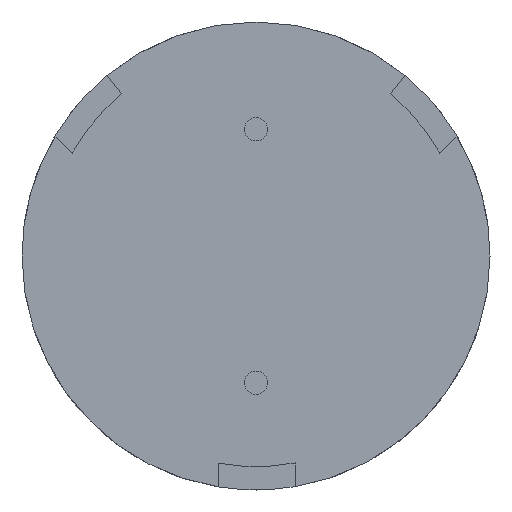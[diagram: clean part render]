
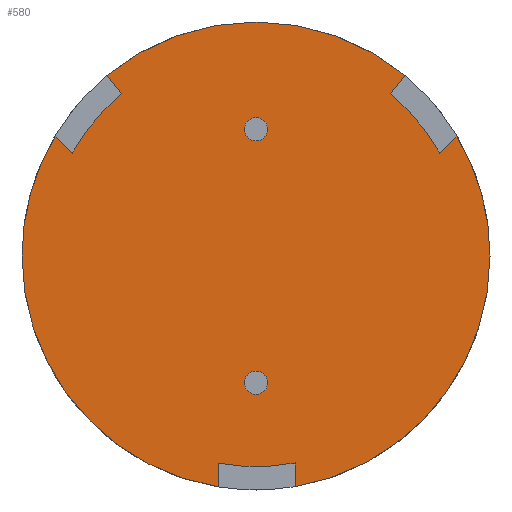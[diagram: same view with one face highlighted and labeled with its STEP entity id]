
A CAD part, front view. The second image highlights one B-rep face of the part: STEP entity #580.
In plain terms, the highlighted planar face has unit normal (0, -1, 0).
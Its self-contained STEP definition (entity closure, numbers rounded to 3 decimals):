
#151=CARTESIAN_POINT('',(0.,0.5,0.));
#152=DIRECTION('',(0.,1.,0.));
#153=DIRECTION('',(-1.,0.,0.));
#154=AXIS2_PLACEMENT_3D('',#151,#152,#153);
#160=CARTESIAN_POINT('',(0.,0.5,0.));
#161=DIRECTION('',(0.,1.,0.));
#162=DIRECTION('',(0.858,0.,0.513));
#163=AXIS2_PLACEMENT_3D('',#160,#161,#162);
#173=CARTESIAN_POINT('',(0.,0.5,0.));
#174=DIRECTION('',(0.,1.,0.));
#175=DIRECTION('',(-0.638,0.,0.77));
#176=AXIS2_PLACEMENT_3D('',#173,#174,#175);
#186=DIRECTION('',(0.,0.,-1.));
#187=VECTOR('',#186,0.61);
#188=CARTESIAN_POINT('',(1.003,0.5,-5.306));
#189=LINE('',#188,#187);
#190=CARTESIAN_POINT('',(0.,0.5,0.));
#191=DIRECTION('',(0.,-1.,0.));
#192=DIRECTION('',(-0.179,0.,-0.984));
#193=AXIS2_PLACEMENT_3D('',#190,#191,#192);
#195=DIRECTION('',(0.,0.,1.));
#196=VECTOR('',#195,0.609);
#197=CARTESIAN_POINT('',(-0.968,0.5,-5.921));
#198=LINE('',#197,#196);
#199=DIRECTION('',(-0.708,0.,0.706));
#200=VECTOR('',#199,0.621);
#201=CARTESIAN_POINT('',(-4.711,0.5,2.639));
#202=LINE('',#201,#200);
#203=CARTESIAN_POINT('',(0.,0.5,0.));
#204=DIRECTION('',(0.,-1.,0.));
#205=DIRECTION('',(-0.638,0.,0.77));
#206=AXIS2_PLACEMENT_3D('',#203,#204,#205);
#208=DIRECTION('',(0.638,0.,-0.77));
#209=VECTOR('',#208,0.6);
#210=CARTESIAN_POINT('',(-3.828,0.5,4.62));
#211=LINE('',#210,#209);
#212=DIRECTION('',(0.638,0.,0.77));
#213=VECTOR('',#212,0.6);
#214=CARTESIAN_POINT('',(3.445,0.5,4.158));
#215=LINE('',#214,#213);
#216=CARTESIAN_POINT('',(0.,0.5,0.));
#217=DIRECTION('',(0.,-1.,0.));
#218=DIRECTION('',(0.872,0.,0.489));
#219=AXIS2_PLACEMENT_3D('',#216,#217,#218);
#221=DIRECTION('',(-0.708,0.,-0.706));
#222=VECTOR('',#221,0.621);
#223=CARTESIAN_POINT('',(5.151,0.5,3.077));
#224=LINE('',#223,#222);
#225=CARTESIAN_POINT('',(0.,0.5,-3.25));
#226=DIRECTION('',(0.,-1.,0.));
#227=DIRECTION('',(-1.,0.,0.));
#228=AXIS2_PLACEMENT_3D('',#225,#226,#227);
#230=CARTESIAN_POINT('',(0.,0.5,-3.25));
#231=DIRECTION('',(0.,-1.,0.));
#232=DIRECTION('',(1.,0.,0.));
#233=AXIS2_PLACEMENT_3D('',#230,#231,#232);
#235=CARTESIAN_POINT('',(0.,0.5,3.25));
#236=DIRECTION('',(0.,-1.,0.));
#237=DIRECTION('',(-1.,0.,0.));
#238=AXIS2_PLACEMENT_3D('',#235,#236,#237);
#240=CARTESIAN_POINT('',(0.,0.5,3.25));
#241=DIRECTION('',(0.,-1.,0.));
#242=DIRECTION('',(1.,0.,0.));
#243=AXIS2_PLACEMENT_3D('',#240,#241,#242);
#245=CARTESIAN_POINT('',(0.,0.5,0.));
#246=DIRECTION('',(0.,1.,0.));
#247=DIRECTION('',(1.,0.,0.));
#248=AXIS2_PLACEMENT_3D('',#245,#246,#247);
#254=CARTESIAN_POINT('',(0.,0.5,0.));
#255=DIRECTION('',(0.,1.,0.));
#256=DIRECTION('',(-0.161,0.,-0.987));
#257=AXIS2_PLACEMENT_3D('',#254,#255,#256);
#377=CARTESIAN_POINT('',(4.711,0.5,2.639));
#378=CARTESIAN_POINT('',(3.445,0.5,4.158));
#379=VERTEX_POINT('',#377);
#380=VERTEX_POINT('',#378);
#381=CARTESIAN_POINT('',(-3.445,0.5,4.158));
#382=CARTESIAN_POINT('',(-4.711,0.5,2.639));
#383=VERTEX_POINT('',#381);
#384=VERTEX_POINT('',#382);
#385=CARTESIAN_POINT('',(-0.968,0.5,-5.313));
#386=CARTESIAN_POINT('',(1.003,0.5,-5.306));
#387=VERTEX_POINT('',#385);
#388=VERTEX_POINT('',#386);
#413=CARTESIAN_POINT('',(6.,0.5,0.));
#414=CARTESIAN_POINT('',(1.003,0.5,-5.916));
#415=VERTEX_POINT('',#413);
#416=VERTEX_POINT('',#414);
#417=CARTESIAN_POINT('',(-0.968,0.5,-5.921));
#418=CARTESIAN_POINT('',(-6.,0.5,0.));
#419=VERTEX_POINT('',#417);
#420=VERTEX_POINT('',#418);
#421=CARTESIAN_POINT('',(-5.151,0.5,3.077));
#422=VERTEX_POINT('',#421);
#423=CARTESIAN_POINT('',(-3.828,0.5,4.62));
#424=CARTESIAN_POINT('',(3.828,0.5,4.62));
#425=VERTEX_POINT('',#423);
#426=VERTEX_POINT('',#424);
#427=CARTESIAN_POINT('',(5.151,0.5,3.077));
#428=VERTEX_POINT('',#427);
#437=CARTESIAN_POINT('',(-0.3,0.5,-3.25));
#438=CARTESIAN_POINT('',(0.3,0.5,-3.25));
#439=VERTEX_POINT('',#437);
#440=VERTEX_POINT('',#438);
#441=CARTESIAN_POINT('',(-0.3,0.5,3.25));
#442=CARTESIAN_POINT('',(0.3,0.5,3.25));
#443=VERTEX_POINT('',#441);
#444=VERTEX_POINT('',#442);
#537=CARTESIAN_POINT('',(0.,0.5,0.));
#538=DIRECTION('',(0.,-1.,0.));
#539=DIRECTION('',(-1.,0.,0.));
#540=AXIS2_PLACEMENT_3D('',#537,#538,#539);
#541=PLANE('',#540);
#543=ORIENTED_EDGE('',*,*,#542,.T.);
#545=ORIENTED_EDGE('',*,*,#544,.F.);
#547=ORIENTED_EDGE('',*,*,#546,.F.);
#549=ORIENTED_EDGE('',*,*,#548,.F.);
#551=ORIENTED_EDGE('',*,*,#550,.T.);
#552=ORIENTED_EDGE('',*,*,#513,.T.);
#554=ORIENTED_EDGE('',*,*,#553,.F.);
#556=ORIENTED_EDGE('',*,*,#555,.F.);
#558=ORIENTED_EDGE('',*,*,#557,.F.);
#559=ORIENTED_EDGE('',*,*,#527,.T.);
#561=ORIENTED_EDGE('',*,*,#560,.F.);
#563=ORIENTED_EDGE('',*,*,#562,.F.);
#564=ORIENTED_EDGE('',*,*,#501,.F.);
#565=ORIENTED_EDGE('',*,*,#521,.T.);
#566=EDGE_LOOP('',(#543,#545,#547,#549,#551,#552,#554,#556,#558,#559,#561,#563,
#564,#565));
#567=FACE_OUTER_BOUND('',#566,.F.);
#569=ORIENTED_EDGE('',*,*,#568,.T.);
#571=ORIENTED_EDGE('',*,*,#570,.T.);
#572=EDGE_LOOP('',(#569,#571));
#573=FACE_BOUND('',#572,.F.);
#575=ORIENTED_EDGE('',*,*,#574,.T.);
#577=ORIENTED_EDGE('',*,*,#576,.T.);
#578=EDGE_LOOP('',(#575,#577));
#579=FACE_BOUND('',#578,.F.);
#580=ADVANCED_FACE('',(#567,#573,#579),#541,.T.);
#155=CIRCLE('',#154,6.);
#164=CIRCLE('',#163,6.);
#177=CIRCLE('',#176,6.);
#194=CIRCLE('',#193,5.4);
#207=CIRCLE('',#206,5.4);
#220=CIRCLE('',#219,5.4);
#229=CIRCLE('',#228,0.3);
#234=CIRCLE('',#233,0.3);
#239=CIRCLE('',#238,0.3);
#244=CIRCLE('',#243,0.3);
#249=CIRCLE('',#248,6.);
#258=CIRCLE('',#257,6.);
#501=EDGE_CURVE('',#428,#379,#224,.T.);
#513=EDGE_CURVE('',#420,#422,#155,.T.);
#521=EDGE_CURVE('',#428,#415,#164,.T.);
#527=EDGE_CURVE('',#425,#426,#177,.T.);
#542=EDGE_CURVE('',#415,#416,#249,.T.);
#544=EDGE_CURVE('',#388,#416,#189,.T.);
#546=EDGE_CURVE('',#387,#388,#194,.T.);
#548=EDGE_CURVE('',#419,#387,#198,.T.);
#550=EDGE_CURVE('',#419,#420,#258,.T.);
#553=EDGE_CURVE('',#384,#422,#202,.T.);
#555=EDGE_CURVE('',#383,#384,#207,.T.);
#557=EDGE_CURVE('',#425,#383,#211,.T.);
#560=EDGE_CURVE('',#380,#426,#215,.T.);
#562=EDGE_CURVE('',#379,#380,#220,.T.);
#568=EDGE_CURVE('',#439,#440,#229,.T.);
#570=EDGE_CURVE('',#440,#439,#234,.T.);
#574=EDGE_CURVE('',#443,#444,#239,.T.);
#576=EDGE_CURVE('',#444,#443,#244,.T.);
